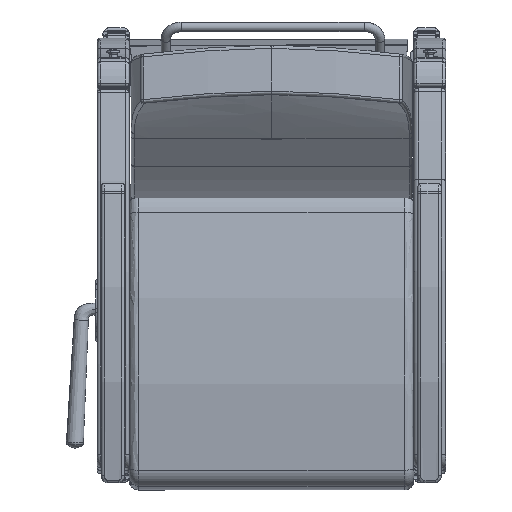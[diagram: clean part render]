
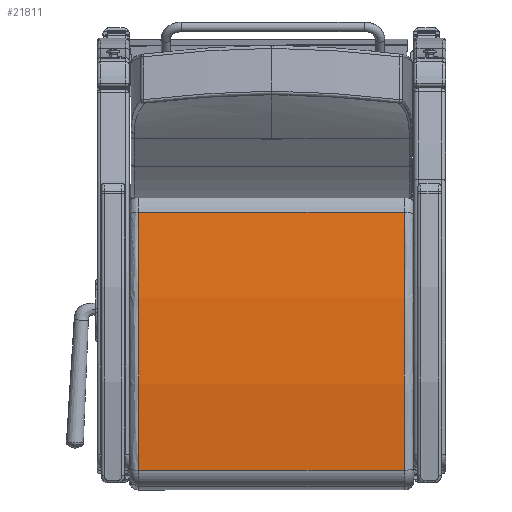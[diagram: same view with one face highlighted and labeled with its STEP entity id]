
A CAD part, front view. The second image highlights one B-rep face of the part: STEP entity #21811.
In plain terms, the highlighted free-form (B-spline) face has degree [1, 2] with [2, 3] control points.
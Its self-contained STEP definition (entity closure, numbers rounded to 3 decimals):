
#1000=(
BOUNDED_SURFACE()
B_SPLINE_SURFACE(1,2,((#46145,#46146,#46147),(#46148,#46149,#46150)),
 .UNSPECIFIED.,.F.,.F.,.F.)
B_SPLINE_SURFACE_WITH_KNOTS((2,2),(3,3),(-0.173,0.173),
(1.362,1.699),.UNSPECIFIED.)
GEOMETRIC_REPRESENTATION_ITEM()
RATIONAL_B_SPLINE_SURFACE(((1.,0.986,1.),(1.,0.986,
1.)))
REPRESENTATION_ITEM('')
SURFACE()
);
#1693=ELLIPSE('',#23682,60.054,60.);
#1703=ELLIPSE('',#23710,60.054,60.);
#2581=LINE('',#46143,#4064);
#2582=LINE('',#46152,#4065);
#4064=VECTOR('',#26935,0.394);
#4065=VECTOR('',#26938,0.394);
#5612=FACE_OUTER_BOUND('',#6943,.T.);
#6943=EDGE_LOOP('',(#16334,#16335,#16336,#16337));
#10078=VERTEX_POINT('',#45935);
#10079=VERTEX_POINT('',#45936);
#10104=VERTEX_POINT('',#46142);
#10105=VERTEX_POINT('',#46151);
#12524=EDGE_CURVE('',#10078,#10079,#1693,.T.);
#12562=EDGE_CURVE('',#10079,#10104,#2581,.T.);
#12564=EDGE_CURVE('',#10078,#10105,#2582,.T.);
#12565=EDGE_CURVE('',#10104,#10105,#1703,.T.);
#16334=ORIENTED_EDGE('',*,*,#12524,.F.);
#16335=ORIENTED_EDGE('',*,*,#12564,.T.);
#16336=ORIENTED_EDGE('',*,*,#12565,.F.);
#16337=ORIENTED_EDGE('',*,*,#12562,.F.);
#21811=ADVANCED_FACE('',(#5612),#1000,.F.);
#23682=AXIS2_PLACEMENT_3D('',#45937,#26867,#26868);
#23710=AXIS2_PLACEMENT_3D('',#46153,#26939,#26940);
#26867=DIRECTION('center_axis',(0.,0.,-1.));
#26868=DIRECTION('ref_axis',(1.,0.,0.));
#26935=DIRECTION('',(0.,0.,1.));
#26938=DIRECTION('',(0.,0.,1.));
#26939=DIRECTION('center_axis',(0.,0.,1.));
#26940=DIRECTION('ref_axis',(1.,0.,0.));
#45935=CARTESIAN_POINT('',(-10.045,1.256,-10.375));
#45936=CARTESIAN_POINT('',(10.111,0.445,-10.375));
#45937=CARTESIAN_POINT('Origin',(-2.35,-58.249,-10.375));
#46142=CARTESIAN_POINT('',(10.111,0.445,10.375));
#46143=CARTESIAN_POINT('',(10.111,0.445,0.));
#46145=CARTESIAN_POINT('Ctrl Pts',(10.111,0.445,-10.375));
#46146=CARTESIAN_POINT('Ctrl Pts',(0.103,2.566,-10.375));
#46147=CARTESIAN_POINT('Ctrl Pts',(-10.045,1.256,-10.375));
#46148=CARTESIAN_POINT('Ctrl Pts',(10.111,0.445,10.375));
#46149=CARTESIAN_POINT('Ctrl Pts',(0.103,2.566,10.375));
#46150=CARTESIAN_POINT('Ctrl Pts',(-10.045,1.256,10.375));
#46151=CARTESIAN_POINT('',(-10.045,1.256,10.375));
#46152=CARTESIAN_POINT('',(-10.045,1.256,0.));
#46153=CARTESIAN_POINT('Origin',(-2.35,-58.249,10.375));
